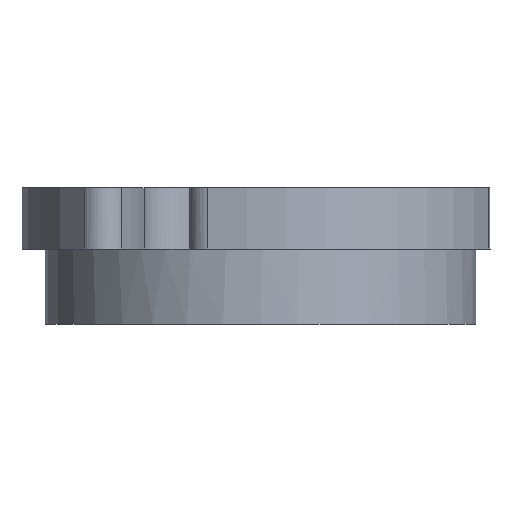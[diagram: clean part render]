
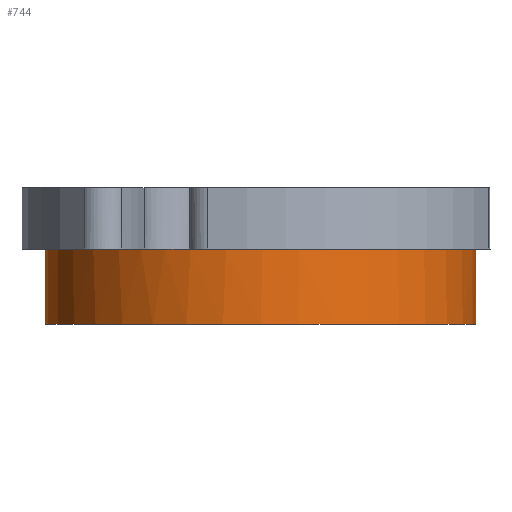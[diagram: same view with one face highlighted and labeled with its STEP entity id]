
A CAD part, front view. The second image highlights one B-rep face of the part: STEP entity #744.
In plain terms, the highlighted cylindrical face has radius 20 mm (diameter 40 mm), a full revolution.
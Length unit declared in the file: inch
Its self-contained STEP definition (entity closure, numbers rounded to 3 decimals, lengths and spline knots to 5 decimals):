
#32=LINE('',#1187,#78);
#78=VECTOR('',#928,0.7874);
#124=CYLINDRICAL_SURFACE('',#805,0.7874);
#151=FACE_OUTER_BOUND('',#190,.T.);
#190=EDGE_LOOP('',(#508,#509,#510,#511,#512,#513,#514,#515,#516,#517));
#245=CIRCLE('',#797,0.7874);
#251=CIRCLE('',#804,0.7874);
#252=CIRCLE('',#806,0.7874);
#253=CIRCLE('',#807,0.7874);
#254=CIRCLE('',#808,0.7874);
#255=CIRCLE('',#809,0.7874);
#256=CIRCLE('',#810,0.7874);
#257=CIRCLE('',#811,0.7874);
#312=VERTEX_POINT('',#1166);
#314=VERTEX_POINT('',#1169);
#317=VERTEX_POINT('',#1176);
#319=VERTEX_POINT('',#1180);
#320=VERTEX_POINT('',#1184);
#321=VERTEX_POINT('',#1186);
#322=VERTEX_POINT('',#1188);
#323=VERTEX_POINT('',#1190);
#387=EDGE_CURVE('',#312,#314,#245,.T.);
#393=EDGE_CURVE('',#319,#317,#251,.T.);
#394=EDGE_CURVE('',#320,#320,#252,.T.);
#395=EDGE_CURVE('',#320,#321,#32,.T.);
#396=EDGE_CURVE('',#322,#321,#253,.T.);
#397=EDGE_CURVE('',#323,#322,#254,.T.);
#398=EDGE_CURVE('',#317,#323,#255,.T.);
#399=EDGE_CURVE('',#314,#319,#256,.T.);
#400=EDGE_CURVE('',#321,#312,#257,.T.);
#508=ORIENTED_EDGE('',*,*,#394,.F.);
#509=ORIENTED_EDGE('',*,*,#395,.T.);
#510=ORIENTED_EDGE('',*,*,#396,.F.);
#511=ORIENTED_EDGE('',*,*,#397,.F.);
#512=ORIENTED_EDGE('',*,*,#398,.F.);
#513=ORIENTED_EDGE('',*,*,#393,.F.);
#514=ORIENTED_EDGE('',*,*,#399,.F.);
#515=ORIENTED_EDGE('',*,*,#387,.F.);
#516=ORIENTED_EDGE('',*,*,#400,.F.);
#517=ORIENTED_EDGE('',*,*,#395,.F.);
#744=ADVANCED_FACE('',(#151),#124,.T.);
#797=AXIS2_PLACEMENT_3D('',#1170,#908,#909);
#804=AXIS2_PLACEMENT_3D('',#1182,#922,#923);
#805=AXIS2_PLACEMENT_3D('',#1183,#924,#925);
#806=AXIS2_PLACEMENT_3D('',#1185,#926,#927);
#807=AXIS2_PLACEMENT_3D('',#1189,#929,#930);
#808=AXIS2_PLACEMENT_3D('',#1191,#931,#932);
#809=AXIS2_PLACEMENT_3D('',#1192,#933,#934);
#810=AXIS2_PLACEMENT_3D('',#1193,#935,#936);
#811=AXIS2_PLACEMENT_3D('',#1194,#937,#938);
#908=DIRECTION('center_axis',(0.,0.,1.));
#909=DIRECTION('ref_axis',(-1.,0.,0.));
#922=DIRECTION('center_axis',(0.,0.,1.));
#923=DIRECTION('ref_axis',(-1.,0.,0.));
#924=DIRECTION('center_axis',(0.,0.,1.));
#925=DIRECTION('ref_axis',(-1.,0.,0.));
#926=DIRECTION('center_axis',(0.,0.,-1.));
#927=DIRECTION('ref_axis',(-1.,0.,0.));
#928=DIRECTION('',(0.,0.,1.));
#929=DIRECTION('center_axis',(0.,0.,1.));
#930=DIRECTION('ref_axis',(-1.,0.,0.));
#931=DIRECTION('center_axis',(0.,0.,1.));
#932=DIRECTION('ref_axis',(-1.,0.,0.));
#933=DIRECTION('center_axis',(0.,0.,1.));
#934=DIRECTION('ref_axis',(-1.,0.,0.));
#935=DIRECTION('center_axis',(0.,0.,1.));
#936=DIRECTION('ref_axis',(-1.,0.,0.));
#937=DIRECTION('center_axis',(0.,0.,1.));
#938=DIRECTION('ref_axis',(-1.,0.,0.));
#1166=CARTESIAN_POINT('',(0.7729,0.15041,1.));
#1169=CARTESIAN_POINT('',(-0.25443,0.74516,1.));
#1170=CARTESIAN_POINT('Origin',(0.,0.,1.));
#1176=CARTESIAN_POINT('',(-0.51812,-0.59292,1.));
#1180=CARTESIAN_POINT('',(-0.51671,0.59415,1.));
#1182=CARTESIAN_POINT('Origin',(0.,0.,1.));
#1183=CARTESIAN_POINT('Origin',(0.,0.,0.72441));
#1184=CARTESIAN_POINT('',(0.7874,0.,0.72441));
#1185=CARTESIAN_POINT('Origin',(0.,0.,0.72441));
#1186=CARTESIAN_POINT('',(0.7874,0.,1.));
#1187=CARTESIAN_POINT('',(0.7874,0.,0.72441));
#1188=CARTESIAN_POINT('',(0.77254,-0.15224,1.));
#1189=CARTESIAN_POINT('Origin',(0.,0.,1.));
#1190=CARTESIAN_POINT('',(-0.25619,-0.74456,1.));
#1191=CARTESIAN_POINT('Origin',(0.,0.,1.));
#1192=CARTESIAN_POINT('Origin',(0.,0.,1.));
#1193=CARTESIAN_POINT('Origin',(0.,0.,1.));
#1194=CARTESIAN_POINT('Origin',(0.,0.,1.));
